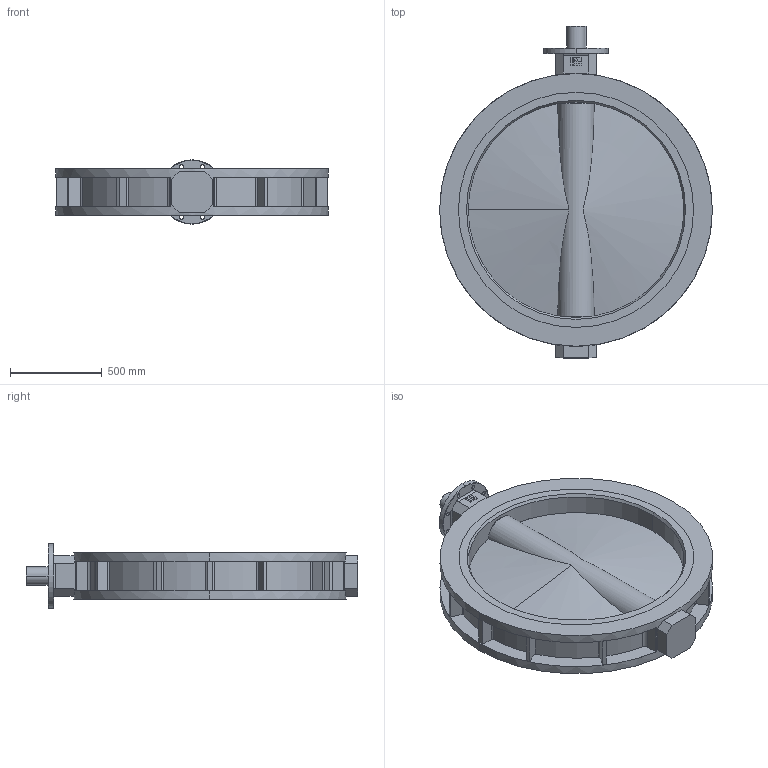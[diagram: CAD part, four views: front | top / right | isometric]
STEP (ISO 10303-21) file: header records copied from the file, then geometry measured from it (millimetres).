
FILE_DESCRIPTION (( 'STEP AP214' ), '1' );
FILE_NAME ('D41200.STEP', '2013-07-31T06:30:34', ( 'mbuehlmann' ), ( '' ), 'SwSTEP 2.0', 'SolidWorks 2012', '' );
FILE_SCHEMA (( 'AUTOMOTIVE_DESIGN' ));
Length unit declared in the file: millimetre
Products named in the file (6): ia-Logo40; ia-scheibe250_ia-scheibe1200; ia-Dichtungbasic_Dichtung1200; ia-Keil_ia-Keil1200; BO.D41200.__; D41200
Assembly tree (5 placements, depth 2):
  D41200
    BO.D41200.__
    ia-Keil_ia-Keil1200
    ia-Dichtungbasic_Dichtung1200
    ia-scheibe250_ia-scheibe1200
    ia-Logo40
Bounding box: 1485 x 1807 x 350 mm (x, y, z)
Volume: 211418292.8 mm3; surface area: 9370582.3 mm2
Topology: 5 solids, 5 shells, 201 faces, 547 edges, 358 vertices
Faces by surface type: plane 93, cylinder 78, cone 16, torus 12, sphere 2
Entity records: 7058 total; most frequent: CARTESIAN_POINT 1618, DIRECTION 1120, ORIENTED_EDGE 1088, EDGE_CURVE 544, AXIS2_PLACEMENT_3D 407, VERTEX_POINT 357, VECTOR 306, LINE 306
